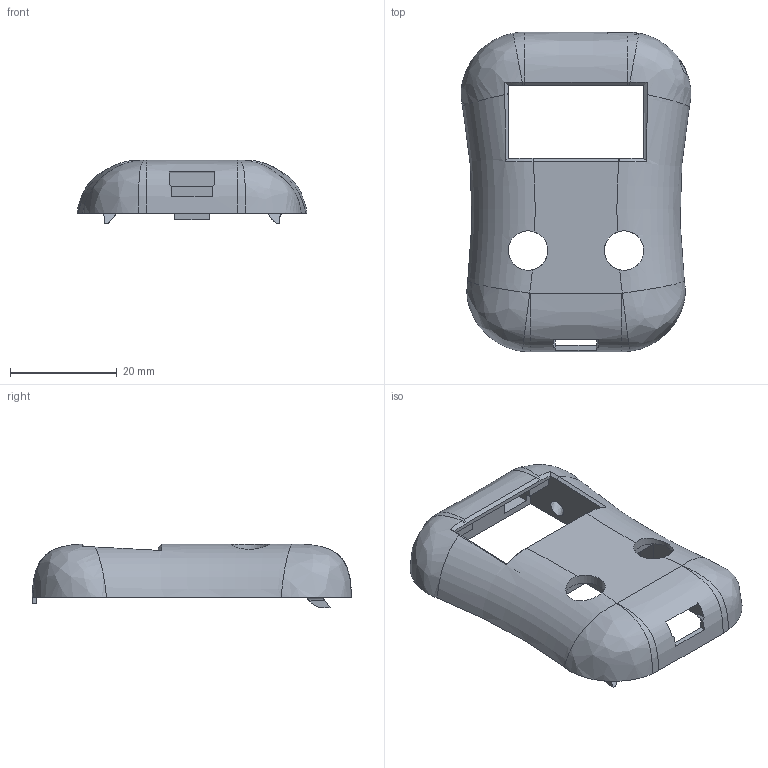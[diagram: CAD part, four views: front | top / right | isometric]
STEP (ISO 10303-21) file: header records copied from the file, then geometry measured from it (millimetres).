
FILE_DESCRIPTION(/* description */ (''),/* implementation_level */ '2;1');
FILE_NAME(/* name */ 'Thermograph Case.step',/* time_stamp */ '2020-11-05T02:07:05+01:00',/* author */ (''),/* organization */ (''),/* preprocessor_version */ 'ST-DEVELOPER v18.1',/* originating_system */ 'Autodesk Translation Framework v9.3.0.1241',/* authorisation */ '');
FILE_SCHEMA (('AUTOMOTIVE_DESIGN { 1 0 10303 214 3 1 1 }'));
Length unit declared in the file: millimetre
Products named in the file (2): Thermograph Case; Top part
Assembly tree (1 placements, depth 2):
  Thermograph Case
    Top part
Bounding box: 43.12 x 59.98 x 12 mm (x, y, z)
Volume: 8866.2 mm3; surface area: 6605.1 mm2
Topology: 1 solids, 1 shells, 132 faces, 357 edges, 232 vertices
Faces by surface type: plane 79, bspline 29, cylinder 18, cone 4, torus 2
Full cylindrical faces by diameter (mm): 1.4 x2, 2.1 x2, 2.4 x4, 7.4 x2
Entity records: 5400 total; most frequent: CARTESIAN_POINT 2273, ORIENTED_EDGE 714, DIRECTION 508, EDGE_CURVE 357, VERTEX_POINT 232, LINE 210, VECTOR 210, EDGE_LOOP 149
